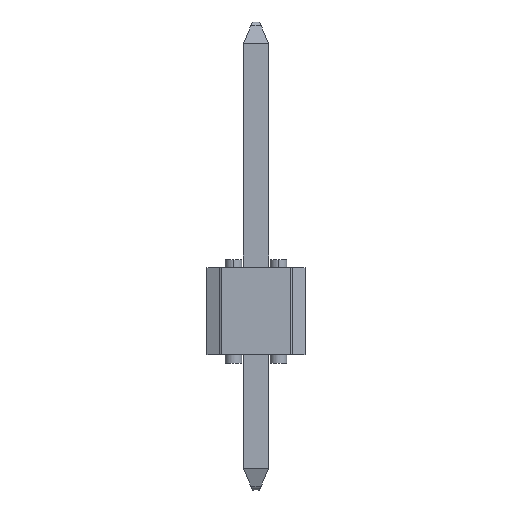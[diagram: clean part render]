
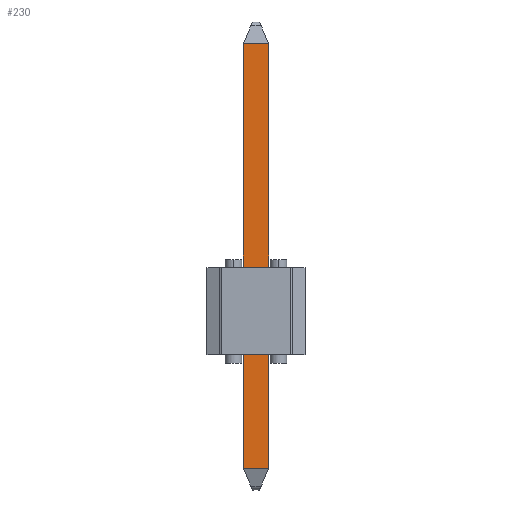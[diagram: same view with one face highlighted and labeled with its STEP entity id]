
A CAD part, left-side view. The second image highlights one B-rep face of the part: STEP entity #230.
In plain terms, the highlighted planar face has unit normal (-1, 0, 0).
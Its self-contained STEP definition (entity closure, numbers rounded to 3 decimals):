
#230=ADVANCED_FACE('32',(#521),#522,.T.);
#521=FACE_OUTER_BOUND('',#861,.T.);
#522=PLANE('',#862);
#861=EDGE_LOOP('',(#1813,#1814,#1815,#1816));
#862=AXIS2_PLACEMENT_3D('',#1817,#1818,#1819);
#1813=ORIENTED_EDGE('',*,*,#2433,.T.);
#1814=ORIENTED_EDGE('',*,*,#2432,.T.);
#1815=ORIENTED_EDGE('',*,*,#2425,.T.);
#1816=ORIENTED_EDGE('',*,*,#2434,.F.);
#1817=CARTESIAN_POINT('',(13.188,-3.33,-3.322));
#1818=DIRECTION('',(-1.0,0.0,0.0));
#1819=DIRECTION('',(0.0,-1.0,0.0));
#2425=EDGE_CURVE('149',#2965,#2962,#2966,.T.);
#2432=EDGE_CURVE('692',#2973,#2965,#2977,.T.);
#2433=EDGE_CURVE('148',#2978,#2973,#2979,.T.);
#2434=EDGE_CURVE('147',#2978,#2962,#2980,.T.);
#2962=VERTEX_POINT('',#3745);
#2965=VERTEX_POINT('',#3750);
#2966=LINE('',#3751,#3752);
#2973=VERTEX_POINT('',#3774);
#2977=LINE('',#3780,#3781);
#2978=VERTEX_POINT('',#3782);
#2979=LINE('',#3783,#3784);
#2980=LINE('',#3785,#3786);
#3745=CARTESIAN_POINT('',(13.188,-3.639,2.573));
#3750=CARTESIAN_POINT('',(13.188,-3.639,-7.867));
#3751=CARTESIAN_POINT('',(13.188,-3.639,-7.867));
#3752=VECTOR('',#4604,10.44);
#3774=CARTESIAN_POINT('',(13.188,-3.022,-7.867));
#3780=CARTESIAN_POINT('',(13.188,-3.022,-7.867));
#3781=VECTOR('',#4610,0.617);
#3782=CARTESIAN_POINT('',(13.188,-3.022,2.573));
#3783=CARTESIAN_POINT('',(13.188,-3.022,2.573));
#3784=VECTOR('',#4611,10.44);
#3785=CARTESIAN_POINT('',(13.188,-3.022,2.573));
#3786=VECTOR('',#4612,0.617);
#4604=DIRECTION('',(0.0,0.0,1.0));
#4610=DIRECTION('',(0.0,-1.0,0.0));
#4611=DIRECTION('',(0.0,0.0,-1.0));
#4612=DIRECTION('',(0.0,-1.0,0.0));
